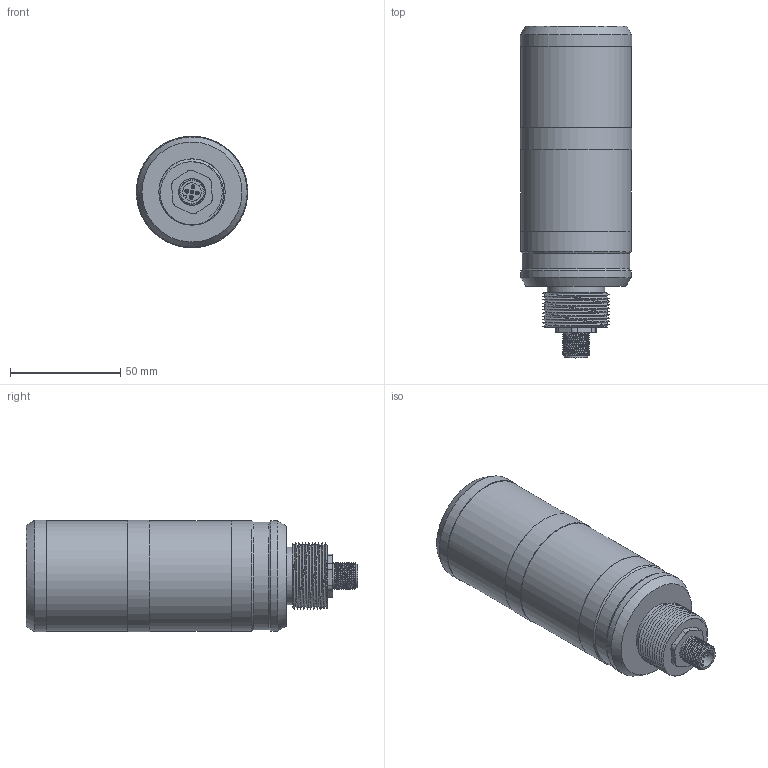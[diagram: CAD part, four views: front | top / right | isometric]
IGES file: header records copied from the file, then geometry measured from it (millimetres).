
Global section: file name: SBT-F-GYR-R50-2S-B5; native system: Autodesk Inventor 2025; preprocessor: unknown; author: jw; organization: di-soric GmbH & Co. KG; date: 20241029.124220; units: millimetre
Bounding box: 50.47 x 150.6 x 50.57 mm (x, y, z)
Volume: 97137.4 mm3; surface area: 54493.5 mm2
Topology: 12 solids, 12 shells, 128 faces, 311 edges, 231 vertices
Faces by surface type: bspline 128
